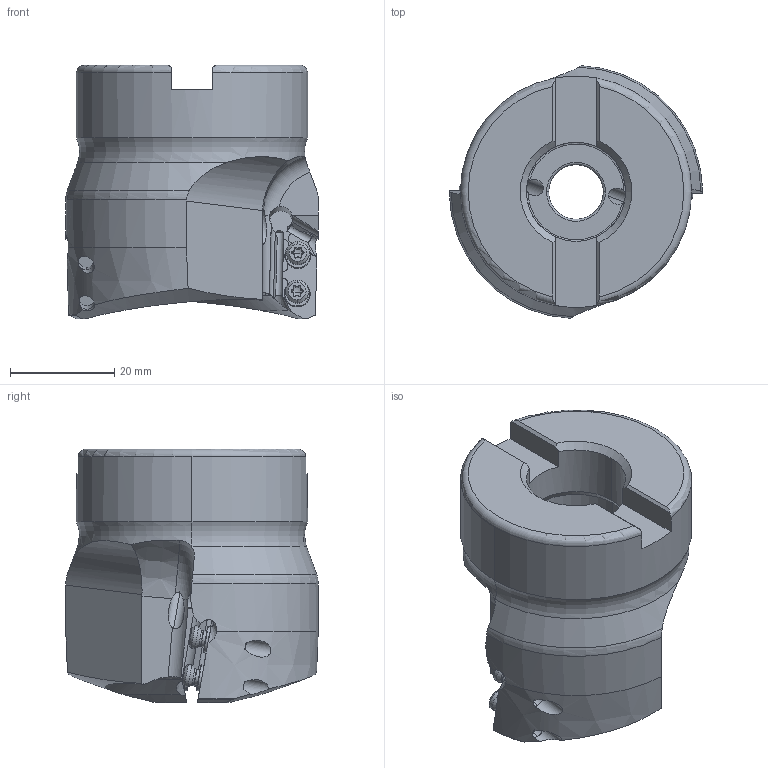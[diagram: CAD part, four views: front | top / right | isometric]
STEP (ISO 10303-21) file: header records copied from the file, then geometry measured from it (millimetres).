
FILE_DESCRIPTION(/* description */ (''),/* implementation_level */ '2;1');
FILE_NAME(/* name */ 'AXD4000UR0202A.stp',/* time_stamp */ '2019-03-25T17:15:36+09:00',/* author */ (''),/* organization */ (''),/* preprocessor_version */ 'ST-DEVELOPER v16',/* originating_system */ 'SIEMENS PLM Software NX 10.0',/* authorisation */ '');
FILE_SCHEMA (('AUTOMOTIVE_DESIGN { 1 0 10303 214 3 1 1 1 }'));
Length unit declared in the file: millimetre
Products named in the file (1): AXD4000UR0202A_ASM
Bounding box: 48.57 x 48.52 x 48.79 mm (x, y, z)
Volume: 53417.9 mm3; surface area: 12807.4 mm2
Topology: 5 solids, 5 shells, 305 faces, 969 edges, 667 vertices
Faces by surface type: cylinder 144, plane 71, cone 52, torus 30, sphere 8
Entity records: 13890 total; most frequent: CARTESIAN_POINT 5231, ORIENTED_EDGE 1922, DIRECTION 1746, EDGE_CURVE 961, AXIS2_PLACEMENT_3D 748, VERTEX_POINT 667, CIRCLE 394, EDGE_LOOP 320
